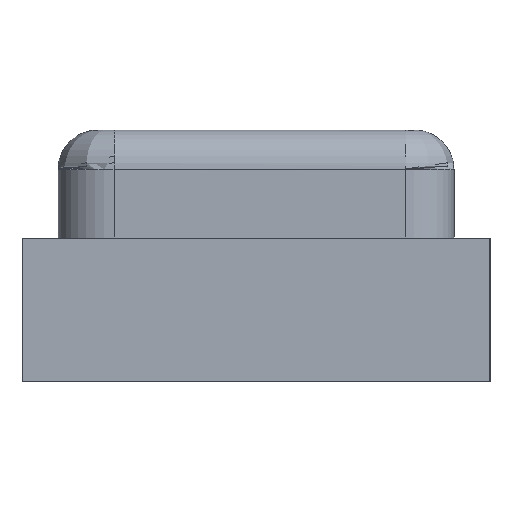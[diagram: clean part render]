
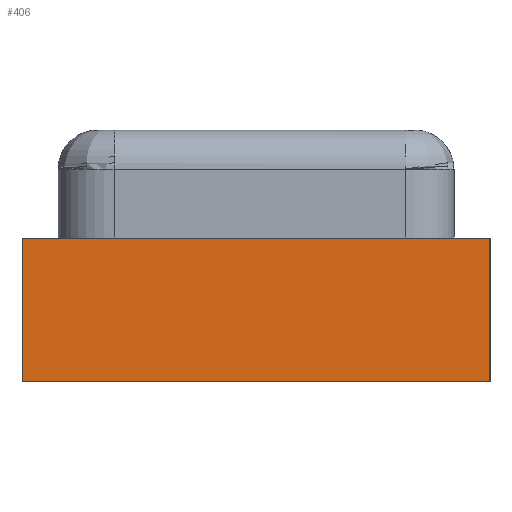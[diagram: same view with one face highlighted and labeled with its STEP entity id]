
A CAD part, left-side view. The second image highlights one B-rep face of the part: STEP entity #406.
In plain terms, the highlighted planar face has unit normal (-1, 0, 0).
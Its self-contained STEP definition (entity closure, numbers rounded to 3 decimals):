
#136 = VERTEX_POINT('',#137);
#137 = CARTESIAN_POINT('',(-1.6,-0.65,0.4));
#154 = VERTEX_POINT('',#155);
#155 = CARTESIAN_POINT('',(-1.6,0.65,0.4));
#161 = EDGE_CURVE('',#154,#136,#162,.T.);
#162 = LINE('',#163,#164);
#163 = CARTESIAN_POINT('',(-1.6,0.65,0.4));
#164 = VECTOR('',#165,1.);
#165 = DIRECTION('',(0.,-1.,0.));
#379 = EDGE_CURVE('',#380,#136,#382,.T.);
#380 = VERTEX_POINT('',#381);
#381 = CARTESIAN_POINT('',(-1.6,-0.65,0.));
#382 = LINE('',#383,#384);
#383 = CARTESIAN_POINT('',(-1.6,-0.65,0.));
#384 = VECTOR('',#385,1.);
#385 = DIRECTION('',(0.,0.,1.));
#406 = ADVANCED_FACE('',(#407),#425,.F.);
#407 = FACE_BOUND('',#408,.F.);
#408 = EDGE_LOOP('',(#409,#417,#418,#419));
#409 = ORIENTED_EDGE('',*,*,#410,.T.);
#410 = EDGE_CURVE('',#411,#154,#413,.T.);
#411 = VERTEX_POINT('',#412);
#412 = CARTESIAN_POINT('',(-1.6,0.65,0.));
#413 = LINE('',#414,#415);
#414 = CARTESIAN_POINT('',(-1.6,0.65,0.));
#415 = VECTOR('',#416,1.);
#416 = DIRECTION('',(0.,0.,1.));
#417 = ORIENTED_EDGE('',*,*,#161,.T.);
#418 = ORIENTED_EDGE('',*,*,#379,.F.);
#419 = ORIENTED_EDGE('',*,*,#420,.F.);
#420 = EDGE_CURVE('',#411,#380,#421,.T.);
#421 = LINE('',#422,#423);
#422 = CARTESIAN_POINT('',(-1.6,0.65,0.));
#423 = VECTOR('',#424,1.);
#424 = DIRECTION('',(0.,-1.,0.));
#425 = PLANE('',#426);
#426 = AXIS2_PLACEMENT_3D('',#427,#428,#429);
#427 = CARTESIAN_POINT('',(-1.6,0.65,0.));
#428 = DIRECTION('',(1.,0.,0.));
#429 = DIRECTION('',(0.,-1.,0.));
